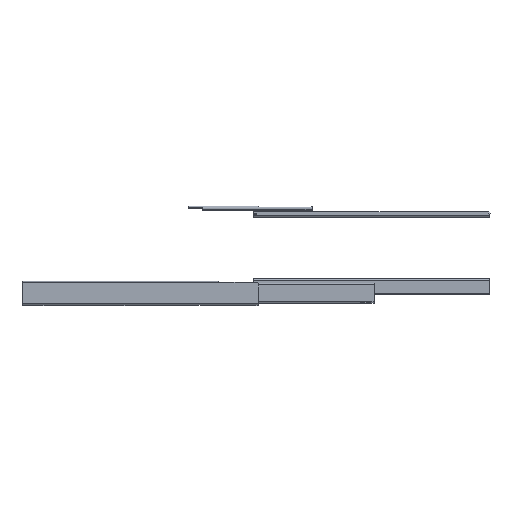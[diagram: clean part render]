
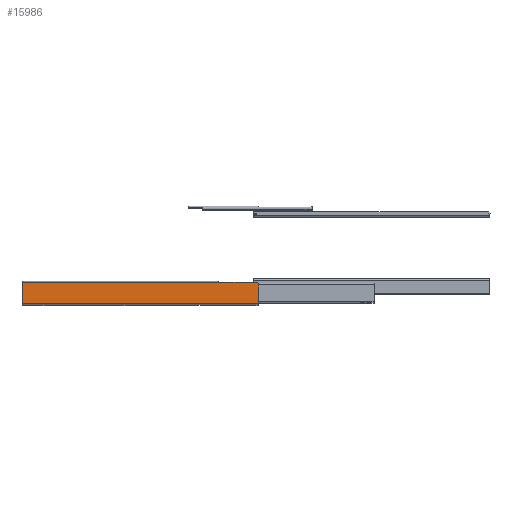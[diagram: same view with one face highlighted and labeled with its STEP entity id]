
A CAD part, left-side view. The second image highlights one B-rep face of the part: STEP entity #15986.
In plain terms, the highlighted planar face has unit normal (-1, 0, 0).
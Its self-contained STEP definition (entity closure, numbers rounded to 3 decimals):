
#1259=FACE_OUTER_BOUND('',#2220,.T.);
#2220=EDGE_LOOP('',(#12842,#12843,#12844,#12845,#12846,#12847,#12848,#12849,
#12850));
#2782=LINE('',#23130,#4133);
#3512=LINE('',#26754,#4863);
#3529=LINE('',#26796,#4880);
#3531=LINE('',#26805,#4882);
#3535=LINE('',#26813,#4886);
#3538=LINE('',#26818,#4889);
#3539=LINE('',#26819,#4890);
#3540=LINE('',#26821,#4891);
#3541=LINE('',#26822,#4892);
#4133=VECTOR('',#18241,10.);
#4863=VECTOR('',#20705,10.);
#4880=VECTOR('',#20748,10.);
#4882=VECTOR('',#20758,10.);
#4886=VECTOR('',#20764,10.);
#4889=VECTOR('',#20769,10.);
#4890=VECTOR('',#20770,10.);
#4891=VECTOR('',#20771,10.);
#4892=VECTOR('',#20772,10.);
#6319=VERTEX_POINT('',#23127);
#6320=VERTEX_POINT('',#23129);
#7146=VERTEX_POINT('',#26751);
#7147=VERTEX_POINT('',#26753);
#7159=VERTEX_POINT('',#26795);
#7161=VERTEX_POINT('',#26803);
#7162=VERTEX_POINT('',#26804);
#7165=VERTEX_POINT('',#26812);
#7167=VERTEX_POINT('',#26820);
#7847=EDGE_CURVE('',#6319,#6320,#2782,.T.);
#9147=EDGE_CURVE('',#7147,#7146,#3512,.T.);
#9169=EDGE_CURVE('',#7159,#7147,#3529,.T.);
#9173=EDGE_CURVE('',#7161,#7162,#3531,.T.);
#9177=EDGE_CURVE('',#7162,#7165,#3535,.T.);
#9180=EDGE_CURVE('',#7165,#7159,#3538,.T.);
#9181=EDGE_CURVE('',#7146,#6320,#3539,.T.);
#9182=EDGE_CURVE('',#7167,#6319,#3540,.T.);
#9183=EDGE_CURVE('',#7167,#7161,#3541,.T.);
#12842=ORIENTED_EDGE('',*,*,#9173,.T.);
#12843=ORIENTED_EDGE('',*,*,#9177,.T.);
#12844=ORIENTED_EDGE('',*,*,#9180,.T.);
#12845=ORIENTED_EDGE('',*,*,#9169,.T.);
#12846=ORIENTED_EDGE('',*,*,#9147,.T.);
#12847=ORIENTED_EDGE('',*,*,#9181,.T.);
#12848=ORIENTED_EDGE('',*,*,#7847,.F.);
#12849=ORIENTED_EDGE('',*,*,#9182,.F.);
#12850=ORIENTED_EDGE('',*,*,#9183,.T.);
#15268=PLANE('',#17349);
#15986=ADVANCED_FACE('',(#1259),#15268,.T.);
#17349=AXIS2_PLACEMENT_3D('',#26817,#20767,#20768);
#18241=DIRECTION('',(0.,0.,-1.));
#20705=DIRECTION('',(0.,0.,-1.));
#20748=DIRECTION('',(0.,1.,0.));
#20758=DIRECTION('',(0.,0.,-1.));
#20764=DIRECTION('',(0.,1.,0.));
#20767=DIRECTION('center_axis',(-1.,0.,0.));
#20768=DIRECTION('ref_axis',(0.,-1.,0.));
#20769=DIRECTION('',(0.,0.,1.));
#20770=DIRECTION('',(0.,-1.,0.));
#20771=DIRECTION('',(0.,-0.707,-0.707));
#20772=DIRECTION('',(0.,1.,0.));
#23127=CARTESIAN_POINT('',(-54.,5.,74.3));
#23129=CARTESIAN_POINT('',(-54.,5.,7.));
#23130=CARTESIAN_POINT('',(-54.,5.,82.5));
#26751=CARTESIAN_POINT('',(-54.,805.,7.));
#26753=CARTESIAN_POINT('',(-54.,805.,78.));
#26754=CARTESIAN_POINT('',(-54.,805.,82.5));
#26795=CARTESIAN_POINT('',(-54.,140.,78.));
#26796=CARTESIAN_POINT('',(-54.,72.5,78.));
#26803=CARTESIAN_POINT('',(-54.,139.99,79.3));
#26804=CARTESIAN_POINT('',(-54.,139.99,77.99));
#26805=CARTESIAN_POINT('',(-54.,139.99,80.9));
#26812=CARTESIAN_POINT('',(-54.,140.,77.99));
#26813=CARTESIAN_POINT('',(-54.,72.495,77.99));
#26817=CARTESIAN_POINT('Origin',(-54.,5.,82.5));
#26818=CARTESIAN_POINT('',(-54.,140.,80.245));
#26819=CARTESIAN_POINT('',(-54.,205.,7.));
#26820=CARTESIAN_POINT('',(-54.,10.,79.3));
#26821=CARTESIAN_POINT('',(-54.,8.3,77.6));
#26822=CARTESIAN_POINT('',(-54.,-6.689,79.3));
